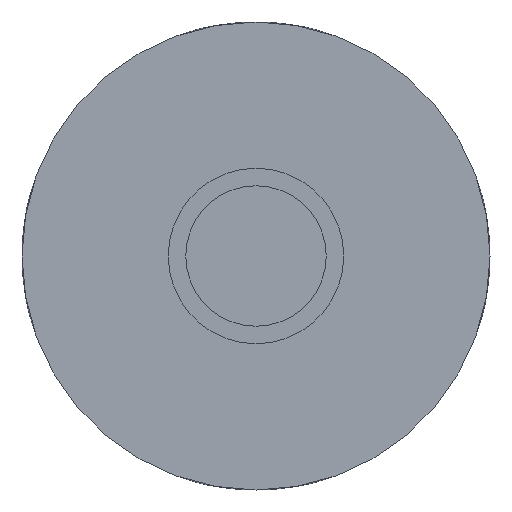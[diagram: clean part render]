
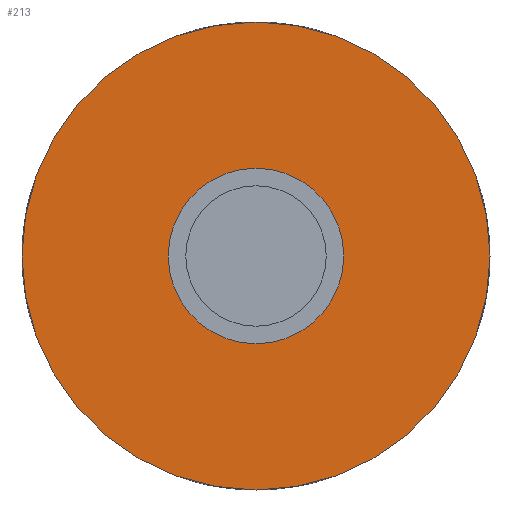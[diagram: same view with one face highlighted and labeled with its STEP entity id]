
A CAD part, front view. The second image highlights one B-rep face of the part: STEP entity #213.
In plain terms, the highlighted planar face has unit normal (0, -1, 0).
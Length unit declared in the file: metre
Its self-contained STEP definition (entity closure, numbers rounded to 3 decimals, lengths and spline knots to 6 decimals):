
#13=PLANE('',#251);
#51=ORIENTED_EDGE('',*,*,#80,.F.);
#52=ORIENTED_EDGE('',*,*,#73,.T.);
#73=EDGE_CURVE('',#94,#94,#110,.T.);
#80=EDGE_CURVE('',#101,#101,#114,.T.);
#94=VERTEX_POINT('',#381);
#101=VERTEX_POINT('',#428);
#110=CIRCLE('',#245,0.01);
#114=CIRCLE('',#252,0.00375);
#139=EDGE_LOOP('',(#51));
#140=EDGE_LOOP('',(#52));
#178=FACE_BOUND('',#139,.T.);
#179=FACE_BOUND('',#140,.T.);
#213=ADVANCED_FACE('',(#178,#179),#13,.T.);
#245=AXIS2_PLACEMENT_3D('',#380,#287,#288);
#251=AXIS2_PLACEMENT_3D('',#426,#299,#300);
#252=AXIS2_PLACEMENT_3D('',#427,#301,#302);
#287=DIRECTION('',(0.,-1.,0.));
#288=DIRECTION('',(0.,0.,-1.));
#299=DIRECTION('',(0.,-1.,0.));
#300=DIRECTION('',(1.,0.,0.));
#301=DIRECTION('',(0.,-1.,0.));
#302=DIRECTION('',(0.,0.,-1.));
#380=CARTESIAN_POINT('',(0.,-0.02,0.));
#381=CARTESIAN_POINT('',(0.,-0.02,-0.01));
#426=CARTESIAN_POINT('',(0.,-0.02,0.));
#427=CARTESIAN_POINT('',(0.,-0.02,0.));
#428=CARTESIAN_POINT('',(0.,-0.02,-0.00375));
